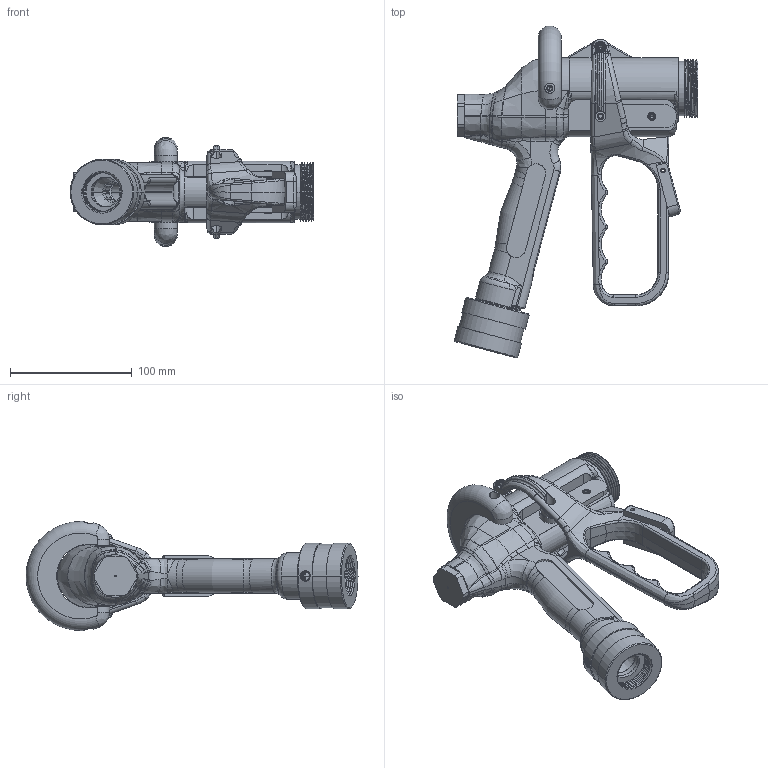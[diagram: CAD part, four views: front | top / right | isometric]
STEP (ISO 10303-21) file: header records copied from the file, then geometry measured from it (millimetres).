
FILE_DESCRIPTION((''),'2;1');
FILE_NAME('D32055_STEP_SW0004','2012-06-08T',('jdetw'),(''),'PRO/ENGINEER BY PARAMETRIC TECHNOLOGY CORPORATION, 2011180','PRO/ENGINEER BY PARAMETRIC TECHNOLOGY CORPORATION, 2011180','');
FILE_SCHEMA(('CONFIG_CONTROL_DESIGN'));
Products named in the file (1): D32055_STEP_SW0004
Bounding box: 200.09 x 272.76 x 89.66 mm (x, y, z)
Surface area: 164757.1 mm2 (no closed solid volume)
Topology: 0 solids, 13 shells, 1022 faces, 2623 edges, 1602 vertices
Faces by surface type: bspline 391, cylinder 302, plane 173, cone 73, torus 67, sphere 12, extrusion 4
Entity records: 59571 total; most frequent: CARTESIAN_POINT 38145, ORIENTED_EDGE 5008, DIRECTION 3495, EDGE_CURVE 2609, VERTEX_POINT 1602, AXIS2_PLACEMENT_3D 1399, B_SPLINE_CURVE_WITH_KNOTS 1148, EDGE_LOOP 1083
